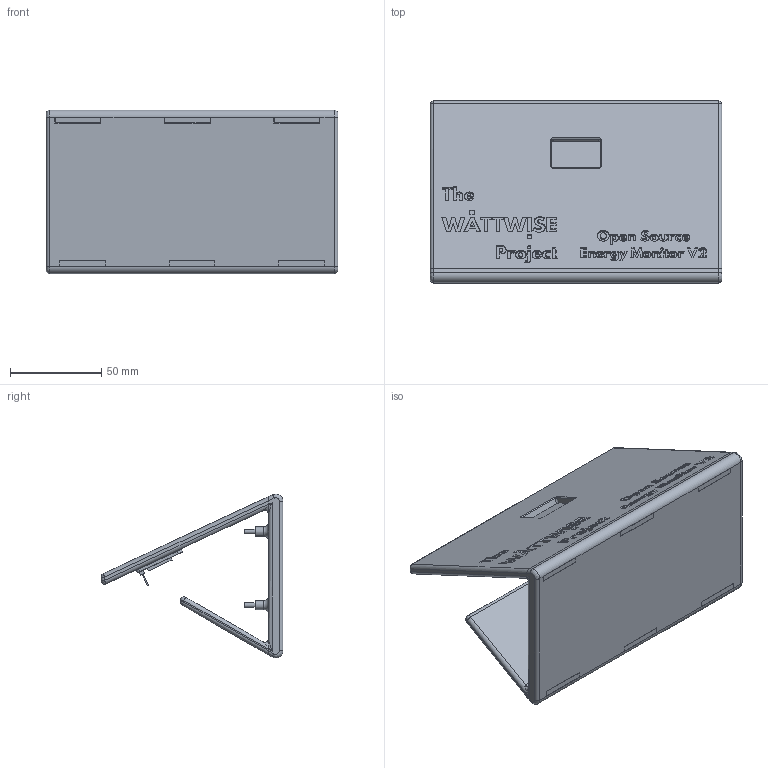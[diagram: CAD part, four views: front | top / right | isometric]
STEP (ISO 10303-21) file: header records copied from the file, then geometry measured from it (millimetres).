
FILE_DESCRIPTION(/* description */ (''),/* implementation_level */ '2;1');
FILE_NAME(/* name */ 'WattWise Open Energy Monitor Casing v4 v5.step',/* time_stamp */ '2024-06-19T17:13:43+02:00',/* author */ (''),/* organization */ (''),/* preprocessor_version */ 'ST-DEVELOPER v20',/* originating_system */ 'Autodesk Translation Framework v13.14.0.145',/* authorisation */ '');
FILE_SCHEMA (('AUTOMOTIVE_DESIGN { 1 0 10303 214 3 1 1 }'));
Length unit declared in the file: millimetre
Products named in the file (6): WattWise Open Energy Monitor Casing v4; TFT Panel; TFT Panel_1; Energy Monitor Main Body V4; front panel; Back Panel
Assembly tree (5 placements, depth 3):
  WattWise Open Energy Monitor Casing v4
    TFT Panel
      TFT Panel_1
    Energy Monitor Main Body V4
      front panel
      Back Panel
Bounding box: 160 x 99.69 x 89.78 mm (x, y, z)
Volume: 233788 mm3; surface area: 96682.2 mm2
Topology: 5 solids, 5 shells, 1108 faces, 2934 edges, 1930 vertices
Faces by surface type: plane 511, bspline 485, cylinder 90, torus 10, sphere 8, cone 4
Full cylindrical faces by diameter (mm): 0.65 x22, 2.39 x4, 2.5 x4, 5 x4, 5.39 x2
Entity records: 36107 total; most frequent: CARTESIAN_POINT 12930, ORIENTED_EDGE 5860, DIRECTION 3495, EDGE_CURVE 2930, VERTEX_POINT 1930, LINE 1753, VECTOR 1753, EDGE_LOOP 1227
